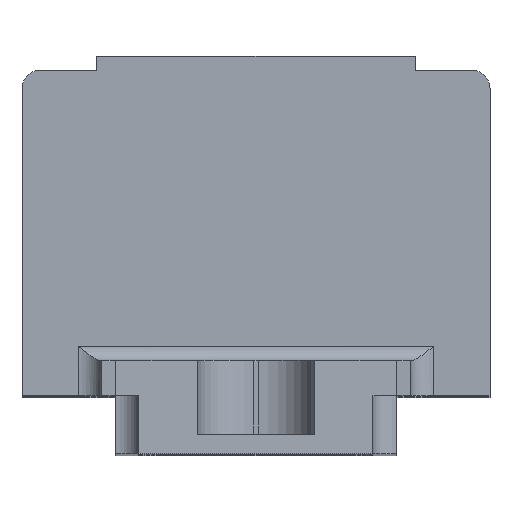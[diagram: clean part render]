
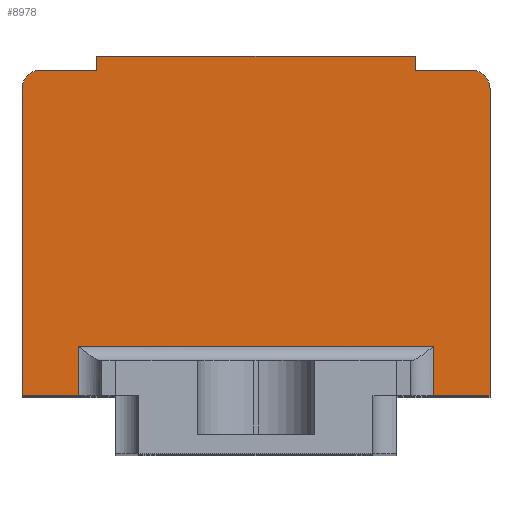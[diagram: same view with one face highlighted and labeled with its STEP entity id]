
A CAD part, top view. The second image highlights one B-rep face of the part: STEP entity #8978.
In plain terms, the highlighted planar face has unit normal (0, 0, 1).
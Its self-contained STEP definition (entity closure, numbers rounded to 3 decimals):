
#1246=DIRECTION('',(0.,-1.,0.));
#1247=VECTOR('',#1246,5.3);
#1248=CARTESIAN_POINT('',(19.,11.5,128.1));
#1249=LINE('',#1248,#1247);
#1278=DIRECTION('',(1.,0.,0.));
#1279=VECTOR('',#1278,38.);
#1280=CARTESIAN_POINT('',(-19.,11.5,128.1));
#1281=LINE('',#1280,#1279);
#1297=DIRECTION('',(0.,1.,0.));
#1298=VECTOR('',#1297,5.3);
#1299=CARTESIAN_POINT('',(-19.,6.2,128.1));
#1300=LINE('',#1299,#1298);
#1315=DIRECTION('',(-1.,0.,0.));
#1316=VECTOR('',#1315,6.);
#1317=CARTESIAN_POINT('',(-19.,6.2,128.1));
#1318=LINE('',#1317,#1316);
#1319=DIRECTION('',(0.,1.,0.));
#1320=VECTOR('',#1319,32.8);
#1321=CARTESIAN_POINT('',(-25.,6.2,128.1));
#1322=LINE('',#1321,#1320);
#1323=CARTESIAN_POINT('',(-23.,39.,128.1));
#1324=DIRECTION('',(0.,0.,-1.));
#1325=DIRECTION('',(-1.,0.,0.));
#1326=AXIS2_PLACEMENT_3D('',#1323,#1324,#1325);
#1328=DIRECTION('',(1.,0.,0.));
#1329=VECTOR('',#1328,6.);
#1330=CARTESIAN_POINT('',(-23.,41.,128.1));
#1331=LINE('',#1330,#1329);
#1332=DIRECTION('',(0.,1.,0.));
#1333=VECTOR('',#1332,1.5);
#1334=CARTESIAN_POINT('',(-17.,41.,128.1));
#1335=LINE('',#1334,#1333);
#1336=DIRECTION('',(1.,0.,0.));
#1337=VECTOR('',#1336,34.);
#1338=CARTESIAN_POINT('',(-17.,42.5,128.1));
#1339=LINE('',#1338,#1337);
#1340=DIRECTION('',(0.,-1.,0.));
#1341=VECTOR('',#1340,1.5);
#1342=CARTESIAN_POINT('',(17.,42.5,128.1));
#1343=LINE('',#1342,#1341);
#1344=DIRECTION('',(1.,0.,0.));
#1345=VECTOR('',#1344,6.);
#1346=CARTESIAN_POINT('',(17.,41.,128.1));
#1347=LINE('',#1346,#1345);
#1348=CARTESIAN_POINT('',(23.,39.,128.1));
#1349=DIRECTION('',(0.,0.,-1.));
#1350=DIRECTION('',(0.,1.,0.));
#1351=AXIS2_PLACEMENT_3D('',#1348,#1349,#1350);
#1353=DIRECTION('',(0.,-1.,0.));
#1354=VECTOR('',#1353,32.8);
#1355=CARTESIAN_POINT('',(25.,39.,128.1));
#1356=LINE('',#1355,#1354);
#1357=DIRECTION('',(-1.,0.,0.));
#1358=VECTOR('',#1357,6.);
#1359=CARTESIAN_POINT('',(25.,6.2,128.1));
#1360=LINE('',#1359,#1358);
#6141=CARTESIAN_POINT('',(-25.,6.2,128.1));
#6142=CARTESIAN_POINT('',(-25.,39.,128.1));
#6143=VERTEX_POINT('',#6141);
#6144=VERTEX_POINT('',#6142);
#6145=CARTESIAN_POINT('',(-23.,41.,128.1));
#6146=VERTEX_POINT('',#6145);
#6147=CARTESIAN_POINT('',(-17.,41.,128.1));
#6148=VERTEX_POINT('',#6147);
#6149=CARTESIAN_POINT('',(-17.,42.5,128.1));
#6150=VERTEX_POINT('',#6149);
#6151=CARTESIAN_POINT('',(17.,42.5,128.1));
#6152=VERTEX_POINT('',#6151);
#6153=CARTESIAN_POINT('',(17.,41.,128.1));
#6154=VERTEX_POINT('',#6153);
#6155=CARTESIAN_POINT('',(23.,41.,128.1));
#6156=VERTEX_POINT('',#6155);
#6157=CARTESIAN_POINT('',(25.,39.,128.1));
#6158=VERTEX_POINT('',#6157);
#6159=CARTESIAN_POINT('',(25.,6.2,128.1));
#6160=VERTEX_POINT('',#6159);
#6301=CARTESIAN_POINT('',(19.,6.2,128.1));
#6302=VERTEX_POINT('',#6301);
#6307=CARTESIAN_POINT('',(-19.,6.2,128.1));
#6308=VERTEX_POINT('',#6307);
#6381=CARTESIAN_POINT('',(-19.,11.5,128.1));
#6382=CARTESIAN_POINT('',(19.,11.5,128.1));
#6383=VERTEX_POINT('',#6381);
#6384=VERTEX_POINT('',#6382);
#8947=CARTESIAN_POINT('',(0.,0.,128.1));
#8948=DIRECTION('',(0.,0.,-1.));
#8949=DIRECTION('',(-1.,0.,0.));
#8950=AXIS2_PLACEMENT_3D('',#8947,#8948,#8949);
#8951=PLANE('',#8950);
#8952=ORIENTED_EDGE('',*,*,#8925,.F.);
#8953=ORIENTED_EDGE('',*,*,#8936,.F.);
#8955=ORIENTED_EDGE('',*,*,#8954,.T.);
#8957=ORIENTED_EDGE('',*,*,#8956,.T.);
#8959=ORIENTED_EDGE('',*,*,#8958,.T.);
#8961=ORIENTED_EDGE('',*,*,#8960,.T.);
#8963=ORIENTED_EDGE('',*,*,#8962,.T.);
#8965=ORIENTED_EDGE('',*,*,#8964,.T.);
#8967=ORIENTED_EDGE('',*,*,#8966,.T.);
#8969=ORIENTED_EDGE('',*,*,#8968,.T.);
#8971=ORIENTED_EDGE('',*,*,#8970,.T.);
#8973=ORIENTED_EDGE('',*,*,#8972,.T.);
#8974=ORIENTED_EDGE('',*,*,#8798,.T.);
#8975=ORIENTED_EDGE('',*,*,#8910,.F.);
#8976=EDGE_LOOP('',(#8952,#8953,#8955,#8957,#8959,#8961,#8963,#8965,#8967,#8969,
#8971,#8973,#8974,#8975));
#8977=FACE_OUTER_BOUND('',#8976,.F.);
#8978=ADVANCED_FACE('',(#8977),#8951,.F.);
#1327=CIRCLE('',#1326,2.);
#1352=CIRCLE('',#1351,2.);
#8798=EDGE_CURVE('',#6160,#6302,#1360,.T.);
#8910=EDGE_CURVE('',#6384,#6302,#1249,.T.);
#8925=EDGE_CURVE('',#6383,#6384,#1281,.T.);
#8936=EDGE_CURVE('',#6308,#6383,#1300,.T.);
#8954=EDGE_CURVE('',#6308,#6143,#1318,.T.);
#8956=EDGE_CURVE('',#6143,#6144,#1322,.T.);
#8958=EDGE_CURVE('',#6144,#6146,#1327,.T.);
#8960=EDGE_CURVE('',#6146,#6148,#1331,.T.);
#8962=EDGE_CURVE('',#6148,#6150,#1335,.T.);
#8964=EDGE_CURVE('',#6150,#6152,#1339,.T.);
#8966=EDGE_CURVE('',#6152,#6154,#1343,.T.);
#8968=EDGE_CURVE('',#6154,#6156,#1347,.T.);
#8970=EDGE_CURVE('',#6156,#6158,#1352,.T.);
#8972=EDGE_CURVE('',#6158,#6160,#1356,.T.);
